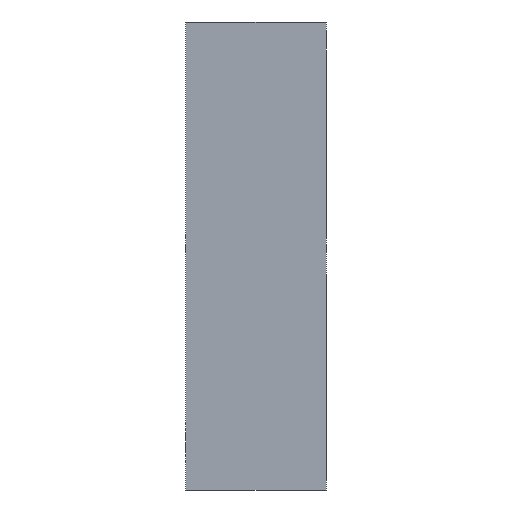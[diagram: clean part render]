
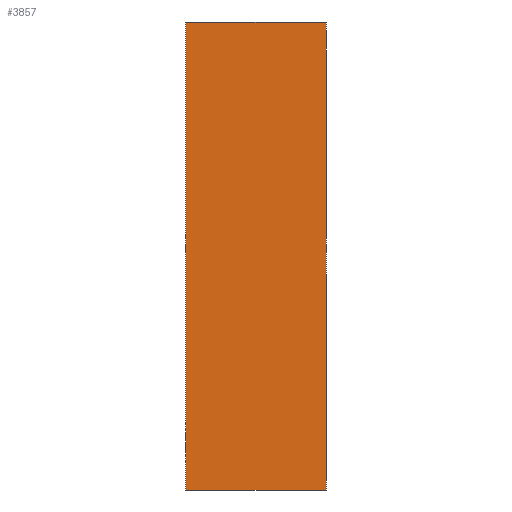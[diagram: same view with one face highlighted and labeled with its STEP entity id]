
A CAD part, left-side view. The second image highlights one B-rep face of the part: STEP entity #3857.
In plain terms, the highlighted planar face has unit normal (-1, 0, 0).
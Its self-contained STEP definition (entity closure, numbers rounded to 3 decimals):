
#171 = ORIENTED_EDGE ( 'NONE', *, *, #4084, .T. ) ;
#176 = EDGE_CURVE ( 'NONE', #1979, #1349, #2721, .T. ) ;
#414 = DIRECTION ( 'NONE',  ( 0., 0., 1. ) ) ;
#424 = LINE ( 'NONE', #2885, #916 ) ;
#916 = VECTOR ( 'NONE', #4572, 1000. ) ;
#1045 = CARTESIAN_POINT ( 'NONE',  ( -1.5, 0.9, 1.5 ) ) ;
#1349 = VERTEX_POINT ( 'NONE', #4316 ) ;
#1357 = CARTESIAN_POINT ( 'NONE',  ( -1.5, 0., -1.5 ) ) ;
#1688 = DIRECTION ( 'NONE',  ( 0., 0., 1. ) ) ;
#1979 = VERTEX_POINT ( 'NONE', #4171 ) ;
#2418 = VERTEX_POINT ( 'NONE', #4661 ) ;
#2548 = LINE ( 'NONE', #4620, #2778 ) ;
#2721 = LINE ( 'NONE', #4012, #3979 ) ;
#2778 = VECTOR ( 'NONE', #1688, 1000. ) ;
#2793 = DIRECTION ( 'NONE',  ( 1., 0., 0. ) ) ;
#2876 = EDGE_CURVE ( 'NONE', #2418, #4079, #424, .T. ) ;
#2885 = CARTESIAN_POINT ( 'NONE',  ( -1.5, 0.9, -1.5 ) ) ;
#3119 = PLANE ( 'NONE',  #4282 ) ;
#3201 = EDGE_CURVE ( 'NONE', #2418, #1979, #2548, .T. ) ;
#3202 = DIRECTION ( 'NONE',  ( 0., 0., -1. ) ) ;
#3251 = ORIENTED_EDGE ( 'NONE', *, *, #176, .F. ) ;
#3857 = ADVANCED_FACE ( 'NONE', ( #4896 ), #3119, .F. ) ;
#3979 = VECTOR ( 'NONE', #5233, 1000. ) ;
#4012 = CARTESIAN_POINT ( 'NONE',  ( -1.5, 0.9, 1.5 ) ) ;
#4079 = VERTEX_POINT ( 'NONE', #1357 ) ;
#4084 = EDGE_CURVE ( 'NONE', #4079, #1349, #4273, .T. ) ;
#4171 = CARTESIAN_POINT ( 'NONE',  ( -1.5, 0.9, 1.5 ) ) ;
#4248 = CARTESIAN_POINT ( 'NONE',  ( -1.5, 0., 1.5 ) ) ;
#4273 = LINE ( 'NONE', #4248, #5429 ) ;
#4282 = AXIS2_PLACEMENT_3D ( 'NONE', #1045, #2793, #3202 ) ;
#4316 = CARTESIAN_POINT ( 'NONE',  ( -1.5, 0., 1.5 ) ) ;
#4504 = ORIENTED_EDGE ( 'NONE', *, *, #2876, .T. ) ;
#4572 = DIRECTION ( 'NONE',  ( 0., -1., 0. ) ) ;
#4620 = CARTESIAN_POINT ( 'NONE',  ( -1.5, 0.9, 1.5 ) ) ;
#4661 = CARTESIAN_POINT ( 'NONE',  ( -1.5, 0.9, -1.5 ) ) ;
#4896 = FACE_OUTER_BOUND ( 'NONE', #5213, .T. ) ;
#5205 = ORIENTED_EDGE ( 'NONE', *, *, #3201, .F. ) ;
#5213 = EDGE_LOOP ( 'NONE', ( #171, #3251, #5205, #4504 ) ) ;
#5233 = DIRECTION ( 'NONE',  ( 0., -1., 0. ) ) ;
#5429 = VECTOR ( 'NONE', #414, 1000. ) ;
